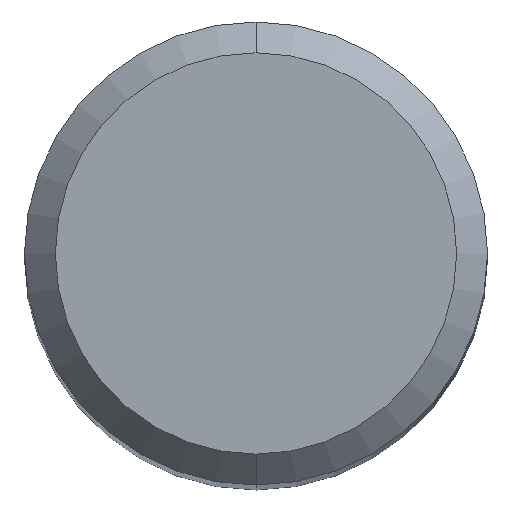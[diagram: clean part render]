
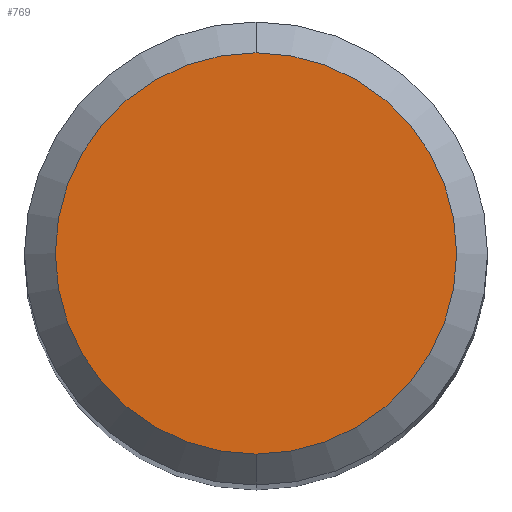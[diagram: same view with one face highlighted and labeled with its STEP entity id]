
A CAD part, top view. The second image highlights one B-rep face of the part: STEP entity #769.
In plain terms, the highlighted planar face has unit normal (0, 0, 1).
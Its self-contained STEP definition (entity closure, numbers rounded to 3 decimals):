
#769=ADVANCED_FACE('',(#2019),#2020,.T.);
#803=EDGE_CURVE('',#1301,#1573,#2056,.T.);
#1301=VERTEX_POINT('',#2597);
#1553=EDGE_CURVE('',#1573,#1301,#2876,.T.);
#1573=VERTEX_POINT('',#2898);
#2019=FACE_OUTER_BOUND('',#6711,.T.);
#2020=PLANE('',#6712);
#2056=CIRCLE('',#7204,2.6);
#2597=CARTESIAN_POINT('',(0.,-2.6,0.0));
#2876=CIRCLE('',#17451,2.6);
#2898=CARTESIAN_POINT('',(0.0,2.6,0.0));
#6711=EDGE_LOOP('',(#21392,#21393));
#6712=AXIS2_PLACEMENT_3D('',#21394,#21395,#21396);
#7204=AXIS2_PLACEMENT_3D('',#21410,#21411,#21412);
#17451=AXIS2_PLACEMENT_3D('',#22192,#22193,#22194);
#21392=ORIENTED_EDGE('',*,*,#1553,.F.);
#21393=ORIENTED_EDGE('',*,*,#803,.F.);
#21394=CARTESIAN_POINT('',(0.0,1.3,0.0));
#21395=DIRECTION('',(-0.0,0.0,1.0));
#21396=DIRECTION('',(0.0,-1.0,0.0));
#21410=CARTESIAN_POINT('',(0.0,0.0,0.0));
#21411=DIRECTION('',(0.0,0.0,-1.0));
#21412=DIRECTION('',(0.0,1.0,0.0));
#22192=CARTESIAN_POINT('',(0.0,0.0,0.0));
#22193=DIRECTION('',(0.0,0.0,-1.0));
#22194=DIRECTION('',(0.0,1.0,0.0));
